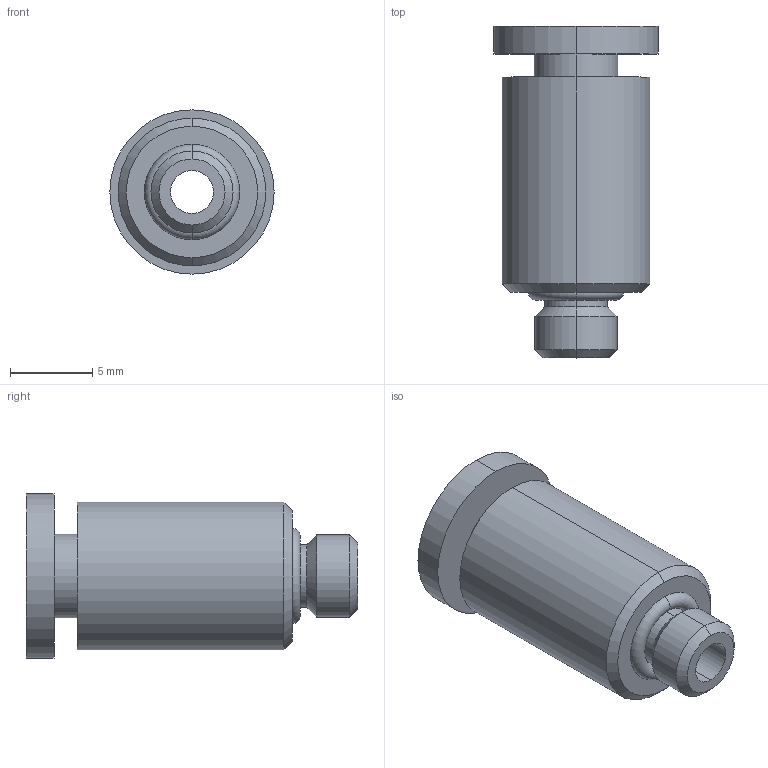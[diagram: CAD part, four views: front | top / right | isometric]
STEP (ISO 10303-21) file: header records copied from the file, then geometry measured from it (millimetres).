
FILE_DESCRIPTION(('HOOPS Exchange Step'),'2;1');
FILE_NAME('export-9FCF146C-33FE-4AE0-B038-4E90F349B739.stp','2021-05-15T15:36:54+02:00',('Engineering'),('Alibre'),'HOOPS Exchange 2020.1','Alibre','Unknown authorisation');
FILE_SCHEMA( ('AP242_MANAGED_MODEL_BASED_3D_ENGINEERING_MIM_LF {1 0 10303 442 1 1 4 }') );
Length unit declared in the file: millimetre
Products named in the file (1): 5604 2L01001 Push in coupler Ø4mm x M5
Bounding box: 10 x 20.2 x 10 mm (x, y, z)
Volume: 885 mm3; surface area: 953.3 mm2
Topology: 1 solids, 1 shells, 28 faces, 56 edges, 34 vertices
Faces by surface type: cylinder 14, plane 6, cone 6, torus 2
Entity records: 792 total; most frequent: DIRECTION 152, CARTESIAN_POINT 120, ORIENTED_EDGE 112, AXIS2_PLACEMENT_3D 66, EDGE_CURVE 56, CIRCLE 36, VERTEX_POINT 34, EDGE_LOOP 34
